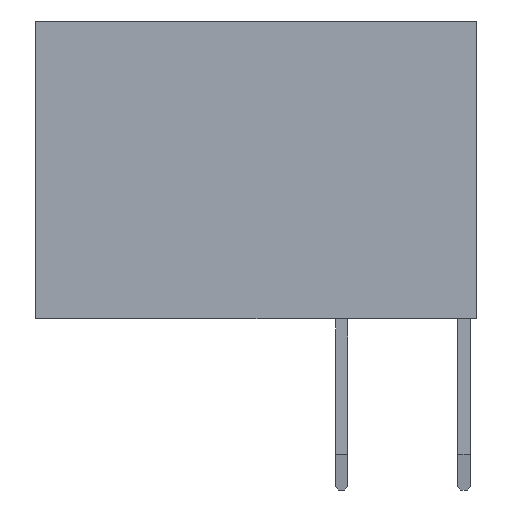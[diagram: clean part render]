
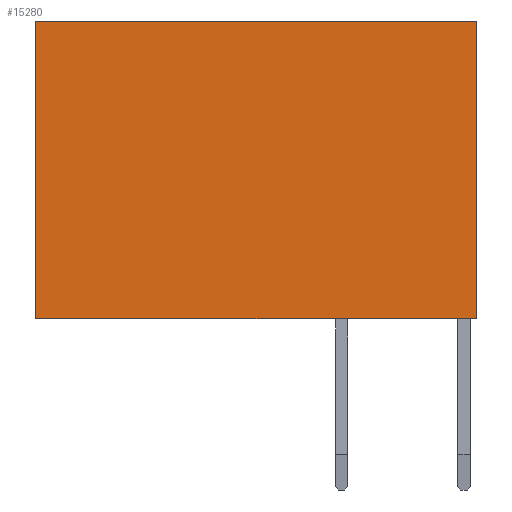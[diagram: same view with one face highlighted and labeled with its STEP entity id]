
A CAD part, left-side view. The second image highlights one B-rep face of the part: STEP entity #15280.
In plain terms, the highlighted planar face has unit normal (-1, 0, 0).
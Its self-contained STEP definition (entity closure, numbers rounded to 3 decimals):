
#7114=VERTEX_POINT('',#19030);
#10402=EDGE_CURVE('',#14454,#16944,#22620,.T.);
#11120=EDGE_CURVE('',#7114,#17352,#23398,.T.);
#11702=EDGE_CURVE('',#7114,#16944,#24034,.T.);
#14200=EDGE_CURVE('',#17352,#14454,#26748,.T.);
#14454=VERTEX_POINT('',#27019);
#15280=ADVANCED_FACE('',(#27914),#27915,.T.);
#16944=VERTEX_POINT('',#29724);
#17352=VERTEX_POINT('',#30167);
#19030=CARTESIAN_POINT('',(-12.25,0.,-2.55));
#22620=LINE('',#37677,#37678);
#23398=LINE('',#38783,#38784);
#24034=LINE('',#39708,#39709);
#26748=LINE('',#43635,#43636);
#27019=CARTESIAN_POINT('',(-12.25,7.2,2.3));
#27914=FACE_OUTER_BOUND('',#45319,.T.);
#27915=PLANE('',#45320);
#29724=CARTESIAN_POINT('',(-12.25,7.2,-2.55));
#30167=CARTESIAN_POINT('',(-12.25,0.,2.3));
#37677=CARTESIAN_POINT('',(-12.25,7.2,-2.55));
#37678=VECTOR('',#54155,1.0);
#38783=CARTESIAN_POINT('',(-12.25,0.,-2.55));
#38784=VECTOR('',#54921,1.0);
#39708=CARTESIAN_POINT('',(-12.25,0.,-2.55));
#39709=VECTOR('',#55598,1.0);
#43635=CARTESIAN_POINT('',(-12.25,0.,2.3));
#43636=VECTOR('',#58390,1.0);
#45319=EDGE_LOOP('',(#59614,#59615,#59616,#59617));
#45320=AXIS2_PLACEMENT_3D('',#59618,#59619,#59620);
#54155=DIRECTION('',(0.,0.,-1.0));
#54921=DIRECTION('',(0.,0.,1.0));
#55598=DIRECTION('',(0.,1.0,0.));
#58390=DIRECTION('',(0.,1.0,0.));
#59614=ORIENTED_EDGE('',*,*,#10402,.T.);
#59615=ORIENTED_EDGE('',*,*,#11702,.F.);
#59616=ORIENTED_EDGE('',*,*,#11120,.T.);
#59617=ORIENTED_EDGE('',*,*,#14200,.T.);
#59618=CARTESIAN_POINT('',(-12.25,0.,2.3));
#59619=DIRECTION('',(-1.0,0.0,0.));
#59620=DIRECTION('',(0.,0.,1.0));
